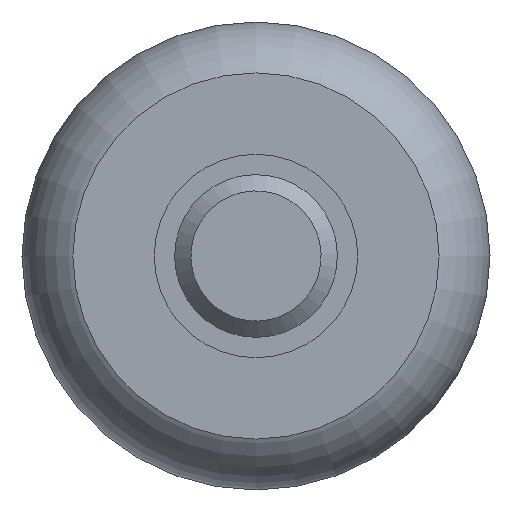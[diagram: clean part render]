
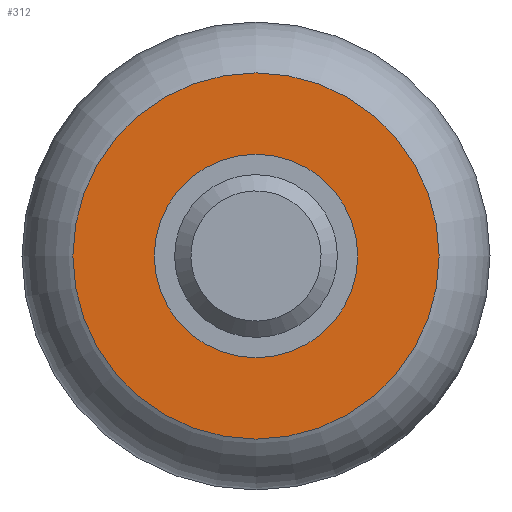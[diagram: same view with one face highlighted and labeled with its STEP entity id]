
A CAD part, left-side view. The second image highlights one B-rep face of the part: STEP entity #312.
In plain terms, the highlighted planar face has unit normal (-1, 0, 0).
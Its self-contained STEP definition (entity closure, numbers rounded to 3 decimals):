
#191=CARTESIAN_POINT('',(0.0,9.,0.0));
#192=VERTEX_POINT('',#191);
#193=CARTESIAN_POINT('',(0.,0.,0.0));
#194=DIRECTION('',(1.0,0.0,0.0));
#195=DIRECTION('',(0.0,1.0,0.0));
#196=AXIS2_PLACEMENT_3D('',#193,#194,#195);
#197=CIRCLE('',#196,9.);
#198=EDGE_CURVE('',#192,#192,#197,.T.);
#304=CARTESIAN_POINT('',(0.0,4.5,0.0));
#305=DIRECTION('',(-1.0,0.0,0.0));
#306=DIRECTION('',(0.0,0.0,1.0));
#307=AXIS2_PLACEMENT_3D('',#304,#305,#306);
#308=PLANE('',#307);
#309=ORIENTED_EDGE('',*,*,#198,.F.);
#310=EDGE_LOOP('',(#309));
#311=FACE_OUTER_BOUND('',#310,.T.);
#312=ADVANCED_FACE('',(#311),#308,.T.);
